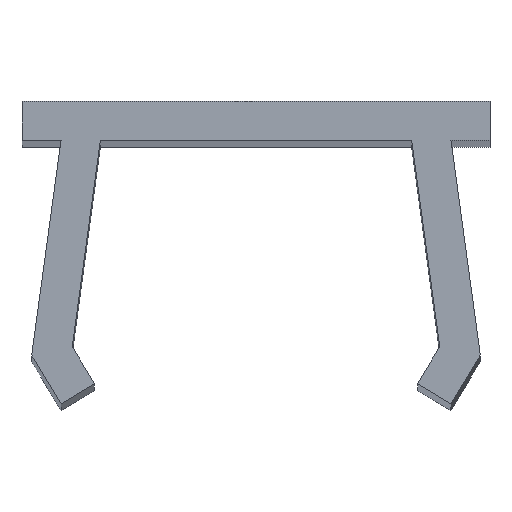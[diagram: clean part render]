
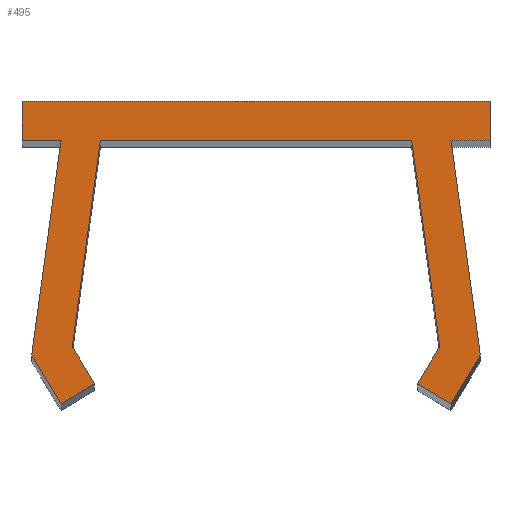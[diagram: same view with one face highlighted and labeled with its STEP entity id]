
A CAD part, top view. The second image highlights one B-rep face of the part: STEP entity #495.
In plain terms, the highlighted planar face has unit normal (0, 0, 1).
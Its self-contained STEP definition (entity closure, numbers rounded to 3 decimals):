
#1 = LINE ( 'NONE', #366, #480 ) ;
#2 = DIRECTION ( 'NONE',  ( 0.514, 0.857, 0. ) ) ;
#4 = VECTOR ( 'NONE', #412, 1000. ) ;
#15 = CARTESIAN_POINT ( 'NONE',  ( -3.991, -0.5, 50. ) ) ;
#16 = EDGE_CURVE ( 'NONE', #295, #543, #352, .T. ) ;
#18 = CARTESIAN_POINT ( 'NONE',  ( 3.991, -0.5, 50. ) ) ;
#21 = VERTEX_POINT ( 'NONE', #409 ) ;
#34 = LINE ( 'NONE', #515, #522 ) ;
#37 = EDGE_CURVE ( 'NONE', #543, #454, #61, .T. ) ;
#40 = VECTOR ( 'NONE', #381, 1000. ) ;
#41 = EDGE_CURVE ( 'NONE', #454, #21, #149, .T. ) ;
#42 = ORIENTED_EDGE ( 'NONE', *, *, #134, .T. ) ;
#53 = ORIENTED_EDGE ( 'NONE', *, *, #16, .T. ) ;
#57 = ORIENTED_EDGE ( 'NONE', *, *, #118, .T. ) ;
#61 = LINE ( 'NONE', #126, #486 ) ;
#63 = EDGE_CURVE ( 'NONE', #557, #594, #228, .T. ) ;
#65 = VERTEX_POINT ( 'NONE', #142 ) ;
#69 = ORIENTED_EDGE ( 'NONE', *, *, #41, .T. ) ;
#70 = CARTESIAN_POINT ( 'NONE',  ( -3.991, -0.5, 50. ) ) ;
#79 = VERTEX_POINT ( 'NONE', #204 ) ;
#83 = ORIENTED_EDGE ( 'NONE', *, *, #110, .T. ) ;
#104 = VECTOR ( 'NONE', #343, 1000. ) ;
#106 = LINE ( 'NONE', #590, #491 ) ;
#109 = AXIS2_PLACEMENT_3D ( 'NONE', #460, #471, #458 ) ;
#110 = EDGE_CURVE ( 'NONE', #79, #285, #383, .T. ) ;
#115 = VECTOR ( 'NONE', #414, 1000. ) ;
#117 = VERTEX_POINT ( 'NONE', #466 ) ;
#118 = EDGE_CURVE ( 'NONE', #285, #238, #1, .T. ) ;
#124 = LINE ( 'NONE', #373, #392 ) ;
#126 = CARTESIAN_POINT ( 'NONE',  ( 5., -0.5, 50. ) ) ;
#128 = LINE ( 'NONE', #534, #4 ) ;
#130 = ORIENTED_EDGE ( 'NONE', *, *, #274, .T. ) ;
#133 = CARTESIAN_POINT ( 'NONE',  ( 5.75, -6., 50. ) ) ;
#134 = EDGE_CURVE ( 'NONE', #238, #401, #315, .T. ) ;
#142 = CARTESIAN_POINT ( 'NONE',  ( 6., 0.5, 50. ) ) ;
#149 = LINE ( 'NONE', #253, #369 ) ;
#162 = DIRECTION ( 'NONE',  ( 1., 0., 0. ) ) ;
#174 = EDGE_CURVE ( 'NONE', #65, #564, #235, .T. ) ;
#176 = DIRECTION ( 'NONE',  ( -0.514, -0.857, 0. ) ) ;
#177 = EDGE_LOOP ( 'NONE', ( #217, #545, #389, #327, #130, #278, #83, #57, #42, #583, #379, #53, #527, #69, #393, #371 ) ) ;
#180 = CARTESIAN_POINT ( 'NONE',  ( -6., 0.5, 50. ) ) ;
#190 = EDGE_CURVE ( 'NONE', #564, #557, #579, .T. ) ;
#192 = VECTOR ( 'NONE', #587, 1000. ) ;
#198 = EDGE_CURVE ( 'NONE', #567, #79, #128, .T. ) ;
#200 = DIRECTION ( 'NONE',  ( -0.135, 0.991, 0. ) ) ;
#204 = CARTESIAN_POINT ( 'NONE',  ( -4.712, -5.787, 50. ) ) ;
#205 = CARTESIAN_POINT ( 'NONE',  ( -6., -0.5, 50. ) ) ;
#215 = DIRECTION ( 'NONE',  ( 0.857, 0.514, 0. ) ) ;
#217 = ORIENTED_EDGE ( 'NONE', *, *, #190, .T. ) ;
#228 = LINE ( 'NONE', #205, #241 ) ;
#235 = LINE ( 'NONE', #568, #104 ) ;
#238 = VERTEX_POINT ( 'NONE', #18 ) ;
#241 = VECTOR ( 'NONE', #457, 1000. ) ;
#242 = VECTOR ( 'NONE', #176, 1000. ) ;
#248 = LINE ( 'NONE', #553, #115 ) ;
#250 = EDGE_CURVE ( 'NONE', #401, #117, #588, .T. ) ;
#252 = CARTESIAN_POINT ( 'NONE',  ( 4.712, -5.787, 50. ) ) ;
#253 = CARTESIAN_POINT ( 'NONE',  ( 5., -0.5, 50. ) ) ;
#274 = EDGE_CURVE ( 'NONE', #494, #567, #106, .T. ) ;
#278 = ORIENTED_EDGE ( 'NONE', *, *, #198, .T. ) ;
#280 = EDGE_CURVE ( 'NONE', #117, #295, #335, .T. ) ;
#285 = VERTEX_POINT ( 'NONE', #15 ) ;
#293 = EDGE_CURVE ( 'NONE', #21, #65, #124, .T. ) ;
#294 = VECTOR ( 'NONE', #598, 1000. ) ;
#295 = VERTEX_POINT ( 'NONE', #558 ) ;
#310 = EDGE_CURVE ( 'NONE', #594, #425, #248, .T. ) ;
#315 = LINE ( 'NONE', #380, #490 ) ;
#320 = EDGE_CURVE ( 'NONE', #425, #494, #34, .T. ) ;
#322 = CARTESIAN_POINT ( 'NONE',  ( -4.143, -6.736, 50. ) ) ;
#324 = CARTESIAN_POINT ( 'NONE',  ( -6., 0.5, 50. ) ) ;
#326 = CARTESIAN_POINT ( 'NONE',  ( 5.75, -6., 50. ) ) ;
#327 = ORIENTED_EDGE ( 'NONE', *, *, #320, .T. ) ;
#335 = LINE ( 'NONE', #442, #40 ) ;
#338 = CARTESIAN_POINT ( 'NONE',  ( -6., -0.5, 50. ) ) ;
#343 = DIRECTION ( 'NONE',  ( -1., 0., 0. ) ) ;
#352 = LINE ( 'NONE', #133, #439 ) ;
#364 = DIRECTION ( 'NONE',  ( 1., 0., 0. ) ) ;
#366 = CARTESIAN_POINT ( 'NONE',  ( -3.991, -0.5, 50. ) ) ;
#369 = VECTOR ( 'NONE', #162, 1000. ) ;
#371 = ORIENTED_EDGE ( 'NONE', *, *, #174, .T. ) ;
#373 = CARTESIAN_POINT ( 'NONE',  ( 6., 0.5, 50. ) ) ;
#379 = ORIENTED_EDGE ( 'NONE', *, *, #280, .T. ) ;
#380 = CARTESIAN_POINT ( 'NONE',  ( 3.991, -0.5, 50. ) ) ;
#381 = DIRECTION ( 'NONE',  ( 0.857, -0.514, 0. ) ) ;
#383 = LINE ( 'NONE', #70, #192 ) ;
#384 = DIRECTION ( 'NONE',  ( 0., 1., 0. ) ) ;
#385 = FACE_OUTER_BOUND ( 'NONE', #177, .T. ) ;
#389 = ORIENTED_EDGE ( 'NONE', *, *, #310, .T. ) ;
#392 = VECTOR ( 'NONE', #384, 1000. ) ;
#393 = ORIENTED_EDGE ( 'NONE', *, *, #293, .T. ) ;
#401 = VERTEX_POINT ( 'NONE', #505 ) ;
#408 = PLANE ( 'NONE',  #109 ) ;
#409 = CARTESIAN_POINT ( 'NONE',  ( 6., -0.5, 50. ) ) ;
#412 = DIRECTION ( 'NONE',  ( -0.514, 0.857, 0. ) ) ;
#414 = DIRECTION ( 'NONE',  ( -0.135, -0.991, 0. ) ) ;
#425 = VERTEX_POINT ( 'NONE', #525 ) ;
#437 = CARTESIAN_POINT ( 'NONE',  ( -5., -0.5, 50. ) ) ;
#439 = VECTOR ( 'NONE', #2, 1000. ) ;
#442 = CARTESIAN_POINT ( 'NONE',  ( 5., -7.25, 50. ) ) ;
#454 = VERTEX_POINT ( 'NONE', #576 ) ;
#457 = DIRECTION ( 'NONE',  ( 1., 0., 0. ) ) ;
#458 = DIRECTION ( 'NONE',  ( 1., 0., 0. ) ) ;
#460 = CARTESIAN_POINT ( 'NONE',  ( 0., 0., 50. ) ) ;
#466 = CARTESIAN_POINT ( 'NONE',  ( 4.143, -6.736, 50. ) ) ;
#468 = CARTESIAN_POINT ( 'NONE',  ( -5., -7.25, 50. ) ) ;
#471 = DIRECTION ( 'NONE',  ( 0., 0., 1. ) ) ;
#480 = VECTOR ( 'NONE', #364, 1000. ) ;
#486 = VECTOR ( 'NONE', #200, 1000. ) ;
#490 = VECTOR ( 'NONE', #591, 1000. ) ;
#491 = VECTOR ( 'NONE', #215, 1000. ) ;
#494 = VERTEX_POINT ( 'NONE', #468 ) ;
#495 = ADVANCED_FACE ( 'NONE', ( #385 ), #408, .T. ) ;
#505 = CARTESIAN_POINT ( 'NONE',  ( 4.712, -5.787, 50. ) ) ;
#511 = DIRECTION ( 'NONE',  ( 0.514, -0.857, 0. ) ) ;
#515 = CARTESIAN_POINT ( 'NONE',  ( -5.75, -6., 50. ) ) ;
#522 = VECTOR ( 'NONE', #511, 1000. ) ;
#525 = CARTESIAN_POINT ( 'NONE',  ( -5.75, -6., 50. ) ) ;
#527 = ORIENTED_EDGE ( 'NONE', *, *, #37, .T. ) ;
#534 = CARTESIAN_POINT ( 'NONE',  ( -4.712, -5.787, 50. ) ) ;
#543 = VERTEX_POINT ( 'NONE', #326 ) ;
#545 = ORIENTED_EDGE ( 'NONE', *, *, #63, .T. ) ;
#553 = CARTESIAN_POINT ( 'NONE',  ( -5., -0.5, 50. ) ) ;
#557 = VERTEX_POINT ( 'NONE', #338 ) ;
#558 = CARTESIAN_POINT ( 'NONE',  ( 5., -7.25, 50. ) ) ;
#564 = VERTEX_POINT ( 'NONE', #324 ) ;
#567 = VERTEX_POINT ( 'NONE', #322 ) ;
#568 = CARTESIAN_POINT ( 'NONE',  ( -6., 0.5, 50. ) ) ;
#576 = CARTESIAN_POINT ( 'NONE',  ( 5., -0.5, 50. ) ) ;
#579 = LINE ( 'NONE', #180, #294 ) ;
#583 = ORIENTED_EDGE ( 'NONE', *, *, #250, .T. ) ;
#587 = DIRECTION ( 'NONE',  ( 0.135, 0.991, 0. ) ) ;
#588 = LINE ( 'NONE', #252, #242 ) ;
#590 = CARTESIAN_POINT ( 'NONE',  ( -5., -7.25, 50. ) ) ;
#591 = DIRECTION ( 'NONE',  ( 0.135, -0.991, 0. ) ) ;
#594 = VERTEX_POINT ( 'NONE', #437 ) ;
#598 = DIRECTION ( 'NONE',  ( 0., -1., 0. ) ) ;
